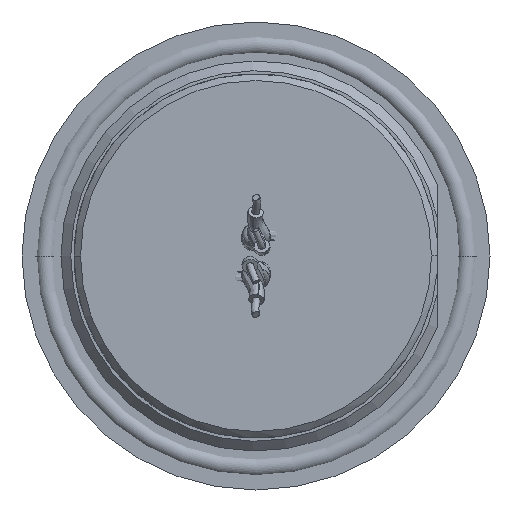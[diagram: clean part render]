
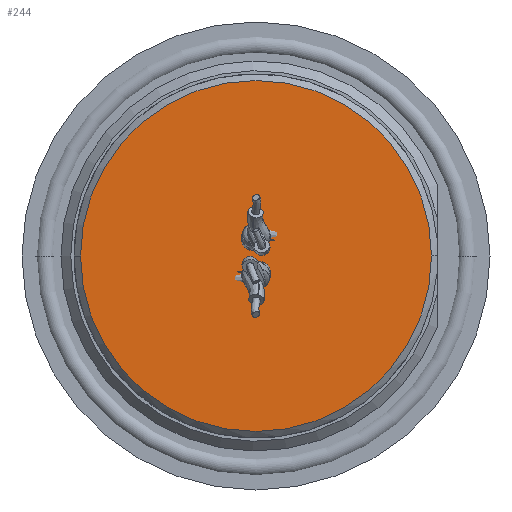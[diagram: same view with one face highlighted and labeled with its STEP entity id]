
A CAD part, front view. The second image highlights one B-rep face of the part: STEP entity #244.
In plain terms, the highlighted planar face has unit normal (0, -1, 0).
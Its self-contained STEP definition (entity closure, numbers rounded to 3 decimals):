
#29=CARTESIAN_POINT('',(0.,-16.,0.));
#30=DIRECTION('',(0.,-1.,0.));
#31=DIRECTION('',(-1.,0.,0.));
#32=AXIS2_PLACEMENT_3D('',#29,#30,#31);
#34=CARTESIAN_POINT('',(0.,-16.,0.));
#35=DIRECTION('',(0.,-1.,0.));
#36=DIRECTION('',(1.,0.,0.));
#37=AXIS2_PLACEMENT_3D('',#34,#35,#36);
#155=CARTESIAN_POINT('',(-13.5,-16.,0.));
#156=CARTESIAN_POINT('',(13.5,-16.,0.));
#157=VERTEX_POINT('',#155);
#158=VERTEX_POINT('',#156);
#233=CARTESIAN_POINT('',(0.,-16.,0.));
#234=DIRECTION('',(0.,1.,0.));
#235=DIRECTION('',(1.,0.,0.));
#236=AXIS2_PLACEMENT_3D('',#233,#234,#235);
#237=PLANE('',#236);
#239=ORIENTED_EDGE('',*,*,#238,.F.);
#241=ORIENTED_EDGE('',*,*,#240,.F.);
#242=EDGE_LOOP('',(#239,#241));
#243=FACE_OUTER_BOUND('',#242,.F.);
#244=ADVANCED_FACE('',(#243),#237,.F.);
#33=CIRCLE('',#32,13.5);
#38=CIRCLE('',#37,13.5);
#238=EDGE_CURVE('',#157,#158,#33,.T.);
#240=EDGE_CURVE('',#158,#157,#38,.T.);
